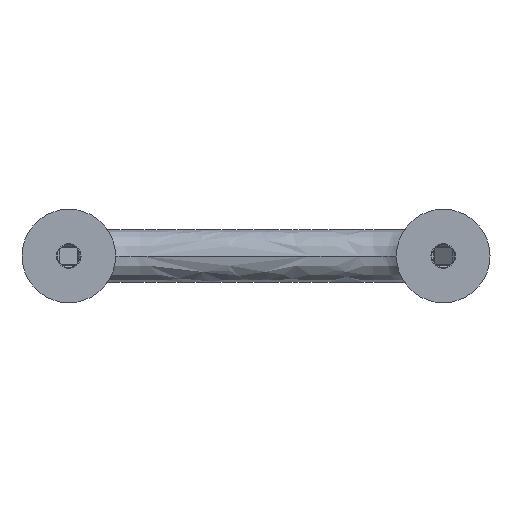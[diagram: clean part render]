
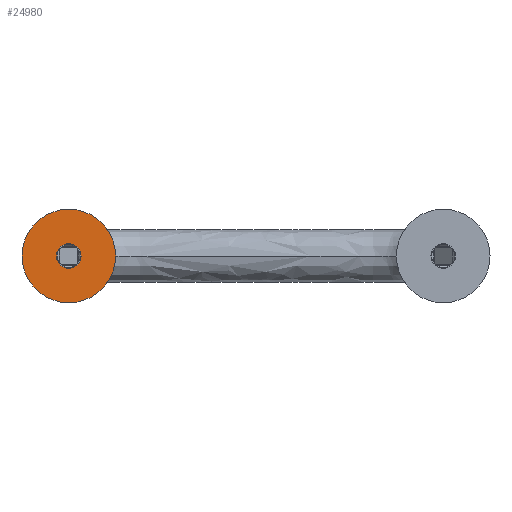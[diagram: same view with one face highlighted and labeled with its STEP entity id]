
A CAD part, front view. The second image highlights one B-rep face of the part: STEP entity #24980.
In plain terms, the highlighted planar face has unit normal (0, -1, 0).
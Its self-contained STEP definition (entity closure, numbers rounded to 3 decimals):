
#24630=CARTESIAN_POINT('',(32.,-2.,-3.25));
#24640=DIRECTION('',(0.,-1.,-0.));
#24650=DIRECTION('',(-1.,0.,-0.));
#24660=AXIS2_PLACEMENT_3D('',#24630,#24640,#24650);
#24670=PLANE('',#24660);
#24680=CARTESIAN_POINT('',(-32.,-2.,0.));
#24690=DIRECTION('',(0.,-1.,0.));
#24700=DIRECTION('',(-1.,0.,0.));
#24710=AXIS2_PLACEMENT_3D('',#24680,#24690,#24700);
#24720=CIRCLE('',#24710,8.);
#24730=CARTESIAN_POINT('',(-40.,-2.,0.));
#24740=VERTEX_POINT('',#24730);
#24750=CARTESIAN_POINT('',(-24.,-2.,0.));
#24760=VERTEX_POINT('',#24750);
#24770=EDGE_CURVE('',#24740,#24760,#24720,.T.);
#24780=ORIENTED_EDGE('',*,*,#24770,.T.);
#24790=EDGE_CURVE('',#24760,#24740,#24720,.T.);
#24800=ORIENTED_EDGE('',*,*,#24790,.T.);
#24810=EDGE_LOOP('',(#24800,#24780));
#24820=FACE_OUTER_BOUND('',#24810,.T.);
#24830=CARTESIAN_POINT('',(-32.,-2.,0.));
#24840=DIRECTION('',(0.,-1.,0.));
#24850=DIRECTION('',(-1.,0.,0.));
#24860=AXIS2_PLACEMENT_3D('',#24830,#24840,#24850);
#24870=CIRCLE('',#24860,2.1);
#24880=CARTESIAN_POINT('',(-34.1,-2.,0.));
#24890=VERTEX_POINT('',#24880);
#24900=CARTESIAN_POINT('',(-29.9,-2.,0.));
#24910=VERTEX_POINT('',#24900);
#24920=EDGE_CURVE('',#24890,#24910,#24870,.T.);
#24930=ORIENTED_EDGE('',*,*,#24920,.F.);
#24940=EDGE_CURVE('',#24910,#24890,#24870,.T.);
#24950=ORIENTED_EDGE('',*,*,#24940,.F.);
#24960=EDGE_LOOP('',(#24950,#24930));
#24970=FACE_BOUND('',#24960,.T.);
#24980=ADVANCED_FACE('',(#24820,#24970),#24670,.T.);
